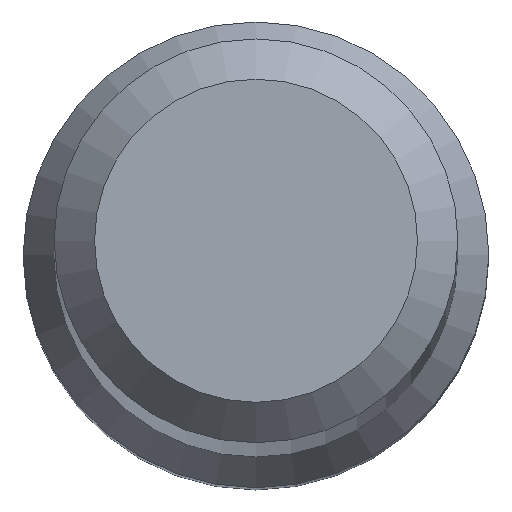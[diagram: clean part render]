
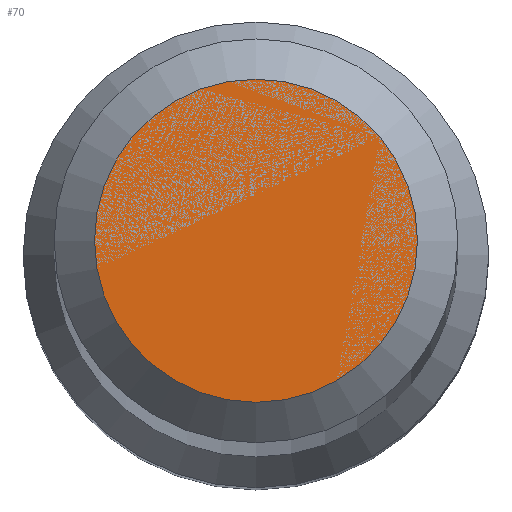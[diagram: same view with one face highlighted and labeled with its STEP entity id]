
A CAD part, top view. The second image highlights one B-rep face of the part: STEP entity #70.
In plain terms, the highlighted planar face has unit normal (0, 0, 1).
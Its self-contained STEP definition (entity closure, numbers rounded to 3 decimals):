
#6 = CARTESIAN_POINT ( 'NONE',  ( 0., 1.2, 70. ) ) ;
#13 = DIRECTION ( 'NONE',  ( 0., 1., 0. ) ) ;
#14 = DIRECTION ( 'NONE',  ( 0., 1., 0. ) ) ;
#26 = CIRCLE ( 'NONE', #88, 1.2 ) ;
#51 = VERTEX_POINT ( 'NONE', #6 ) ;
#66 = DIRECTION ( 'NONE',  ( 0., 0., -1. ) ) ;
#70 = ADVANCED_FACE ( 'NONE', ( #112 ), #90, .F. ) ;
#78 = ORIENTED_EDGE ( 'NONE', *, *, #236, .F. ) ;
#82 = EDGE_LOOP ( 'NONE', ( #78 ) ) ;
#88 = AXIS2_PLACEMENT_3D ( 'NONE', #265, #66, #13 ) ;
#90 = PLANE ( 'NONE',  #119 ) ;
#112 = FACE_OUTER_BOUND ( 'NONE', #82, .T. ) ;
#114 = DIRECTION ( 'NONE',  ( 0., 0., -1. ) ) ;
#119 = AXIS2_PLACEMENT_3D ( 'NONE', #226, #114, #14 ) ;
#226 = CARTESIAN_POINT ( 'NONE',  ( 0., 0., 70. ) ) ;
#236 = EDGE_CURVE ( 'NONE', #51, #51, #26, .T. ) ;
#265 = CARTESIAN_POINT ( 'NONE',  ( 0., 0., 70. ) ) ;
